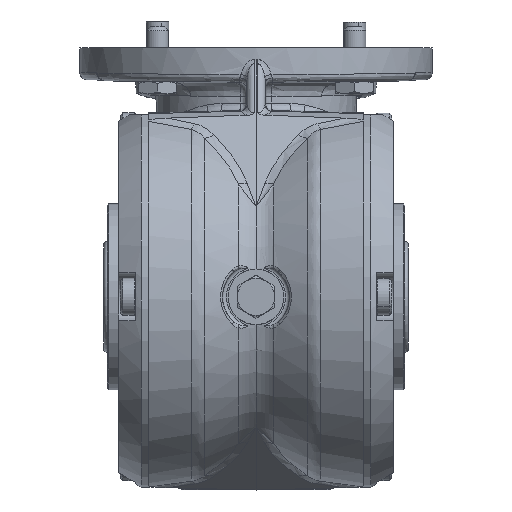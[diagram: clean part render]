
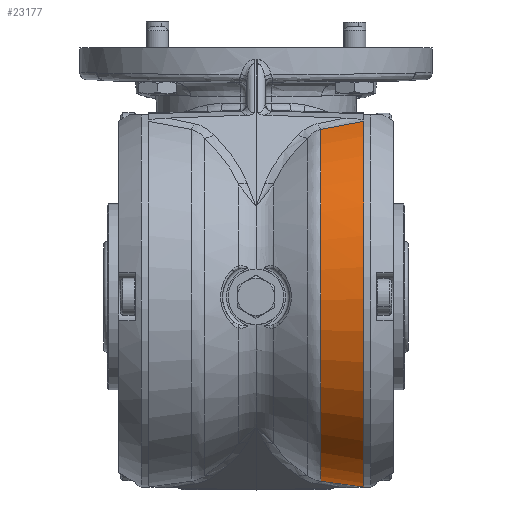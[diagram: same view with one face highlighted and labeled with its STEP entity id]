
A CAD part, front view. The second image highlights one B-rep face of the part: STEP entity #23177.
In plain terms, the highlighted conical face has half-angle 7.125 degrees and reference radius 49.5 mm.
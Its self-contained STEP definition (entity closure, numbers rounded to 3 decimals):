
#23062 = VERTEX_POINT ( 'NONE', #49086 ) ;
#23063 = ORIENTED_EDGE ( 'NONE', *, *, #23232, .T. ) ;
#23118 = ORIENTED_EDGE ( 'NONE', *, *, #23120, .T. ) ;
#23120 = EDGE_CURVE ( 'NONE', #23236, #23185, #49239, .T. ) ;
#23177 = ADVANCED_FACE ( 'NONE', ( #49331 ), #49330, .T. ) ;
#23181 = EDGE_LOOP ( 'NONE', ( #23182, #23063, #23234, #23118 ) ) ;
#23182 = ORIENTED_EDGE ( 'NONE', *, *, #23183, .T. ) ;
#23183 = EDGE_CURVE ( 'NONE', #23185, #23062, #49324, .T. ) ;
#23185 = VERTEX_POINT ( 'NONE', #49323 ) ;
#23232 = EDGE_CURVE ( 'NONE', #23062, #23233, #49496, .T. ) ;
#23233 = VERTEX_POINT ( 'NONE', #49491 ) ;
#23234 = ORIENTED_EDGE ( 'NONE', *, *, #23235, .T. ) ;
#23235 = EDGE_CURVE ( 'NONE', #23233, #23236, #49489, .T. ) ;
#23236 = VERTEX_POINT ( 'NONE', #49490 ) ;
#49086 = CARTESIAN_POINT ( 'NONE',  ( 29., -1.572, -51.163 ) ) ;
#49235 = DIRECTION ( 'NONE',  ( 0., 0., 1. ) ) ;
#49236 = DIRECTION ( 'NONE',  ( 1., 0., 0. ) ) ;
#49237 = CARTESIAN_POINT ( 'NONE',  ( 17.394, 0., 0. ) ) ;
#49238 = AXIS2_PLACEMENT_3D ( 'NONE', #49237, #49236, #49235 ) ;
#49239 = CIRCLE ( 'NONE', #49238, 49.737 ) ;
#49319 = CARTESIAN_POINT ( 'NONE',  ( 29., -1.572, -51.163 ) ) ;
#49320 = CARTESIAN_POINT ( 'NONE',  ( 25.126, -2.253, -50.658 ) ) ;
#49321 = CARTESIAN_POINT ( 'NONE',  ( 21.256, -2.952, -50.139 ) ) ;
#49322 = CARTESIAN_POINT ( 'NONE',  ( 17.394, -3.677, -49.601 ) ) ;
#49323 = CARTESIAN_POINT ( 'NONE',  ( 17.394, -3.677, -49.601 ) ) ;
#49324 = B_SPLINE_CURVE_WITH_KNOTS ( 'NONE', 3,
 ( #49322, #49321, #49320, #49319 ),
 .UNSPECIFIED., .F., .F.,
 ( 4, 4 ),
 ( 0., 0.012 ),
 .UNSPECIFIED. ) ;
#49326 = DIRECTION ( 'NONE',  ( 0., 0., -1. ) ) ;
#49327 = DIRECTION ( 'NONE',  ( 1., 0., 0. ) ) ;
#49328 = CARTESIAN_POINT ( 'NONE',  ( 15.5, 0., 0. ) ) ;
#49329 = AXIS2_PLACEMENT_3D ( 'NONE', #49328, #49327, #49326 ) ;
#49330 = CONICAL_SURFACE ( 'NONE', #49329, 49.5, 0.124 ) ;
#49331 = FACE_OUTER_BOUND ( 'NONE', #23181, .T. ) ;
#49485 = CARTESIAN_POINT ( 'NONE',  ( 17.394, -21.077, 45.05 ) ) ;
#49486 = CARTESIAN_POINT ( 'NONE',  ( 21.256, -20.591, 45.81 ) ) ;
#49487 = CARTESIAN_POINT ( 'NONE',  ( 25.126, -20.122, 46.544 ) ) ;
#49488 = CARTESIAN_POINT ( 'NONE',  ( 29., -19.666, 47.259 ) ) ;
#49489 = B_SPLINE_CURVE_WITH_KNOTS ( 'NONE', 3,
 ( #49488, #49487, #49486, #49485 ),
 .UNSPECIFIED., .F., .F.,
 ( 4, 4 ),
 ( 0.001, 0.012 ),
 .UNSPECIFIED. ) ;
#49490 = CARTESIAN_POINT ( 'NONE',  ( 17.394, -21.077, 45.05 ) ) ;
#49491 = CARTESIAN_POINT ( 'NONE',  ( 29., -19.666, 47.259 ) ) ;
#49492 = DIRECTION ( 'NONE',  ( 0., 0., -1. ) ) ;
#49493 = DIRECTION ( 'NONE',  ( -1., 0., 0. ) ) ;
#49494 = CARTESIAN_POINT ( 'NONE',  ( 29., 0., 0. ) ) ;
#49495 = AXIS2_PLACEMENT_3D ( 'NONE', #49494, #49493, #49492 ) ;
#49496 = CIRCLE ( 'NONE', #49495, 51.188 ) ;
